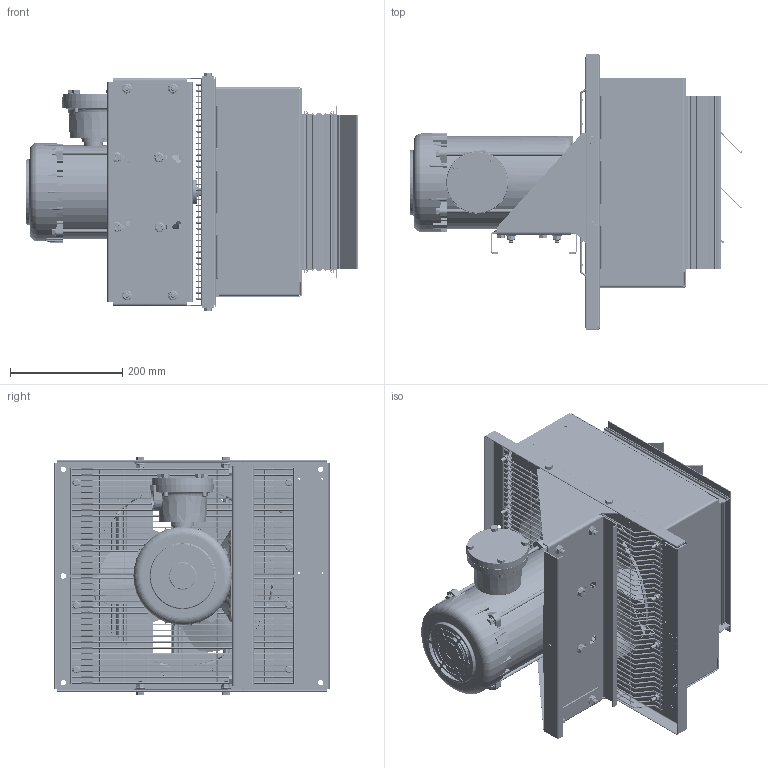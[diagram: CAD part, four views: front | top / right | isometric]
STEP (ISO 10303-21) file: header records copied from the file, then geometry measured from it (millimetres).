
FILE_DESCRIPTION (( 'STEP AP214' ), '1' );
FILE_NAME ('XEF-12-W6.step', '2024-10-04T19:55:47', ( '' ), ( '' ), 'SwSTEP 2.0', 'SolidWorks 2023', '' );
FILE_SCHEMA (( 'AUTOMOTIVE_DESIGN' ));
Length unit declared in the file: inch
Products named in the file (1): XEF-12-W6
Bounding box: 592.8 x 491.03 x 424.59 mm (x, y, z)
Volume: 8162983.7 mm3; surface area: 2874011.6 mm2
Topology: 150 solids, 150 shells, 7283 faces, 17759 edges, 10844 vertices
Faces by surface type: cylinder 2639, plane 2028, cone 1501, bspline 572, torus 517, sphere 26
Entity records: 341486 total; most frequent: CARTESIAN_POINT 76110, DIRECTION 35840, ORIENTED_EDGE 35466, EDGE_CURVE 17733, AXIS2_PLACEMENT_3D 14054, VERTEX_POINT 10844, LINE 7732, VECTOR 7732
